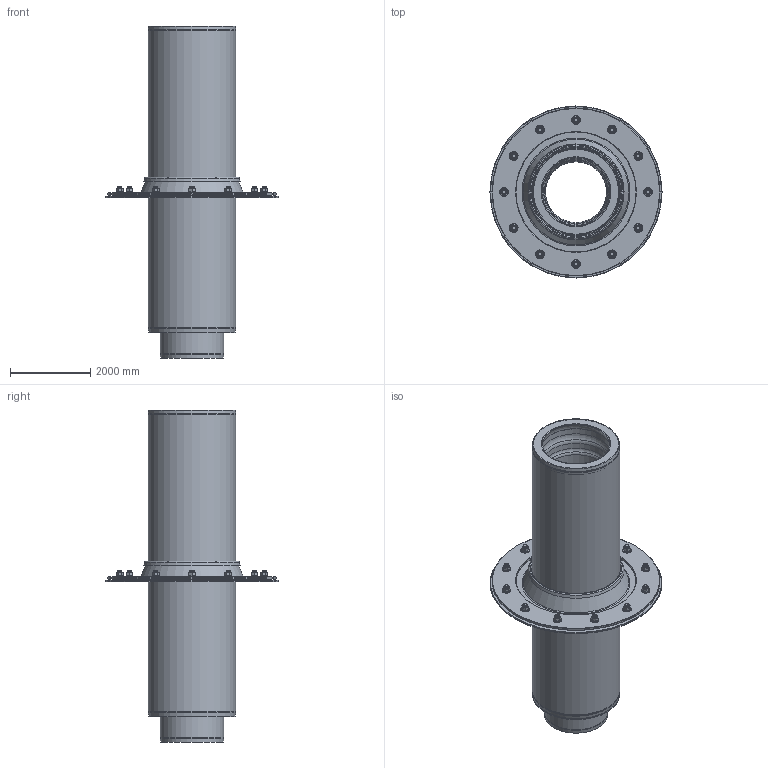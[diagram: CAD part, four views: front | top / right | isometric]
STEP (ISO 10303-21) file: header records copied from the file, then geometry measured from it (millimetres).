
FILE_DESCRIPTION(/* description */ (''),/* implementation_level */ '2;1');
FILE_NAME(/* name */ '21820.150X_3D.stp',/* time_stamp */ '2024-12-12T08:45:39+01:00',/* author */ ('CAD'),/* organization */ (''),/* preprocessor_version */ 'ST-DEVELOPER v20',/* originating_system */ 'AutoCAD Mechanical',/* authorisation */ '');
FILE_SCHEMA (('AUTOMOTIVE_DESIGN { 1 0 10303 214 3 1 1 }'));
Length unit declared in the file: centimetre
Products named in the file (2): Product; *S0
Assembly tree (1 placements, depth 2):
  Product
    *S0
Bounding box: 4300 x 4300 x 8299.99 mm (x, y, z)
Volume: 15337076499.1 mm3; surface area: 338479421.4 mm2
Topology: 32 solids, 32 shells, 664 faces, 1396 edges, 799 vertices
Faces by surface type: cone 439, plane 139, cylinder 46, torus 40
Full cylindrical faces by diameter (mm): 83.76 x12, 140 x12, 1540 x1, 1590 x3, 1640 x1, 1690 x2, 1760 x1, 1810 x3, 2038 x1, 2150 x4, 2190 x3, 3000 x1, 4200 x1, 4300 x1
Entity records: 18327 total; most frequent: CARTESIAN_POINT 3978, DIRECTION 3185, ORIENTED_EDGE 2792, EDGE_CURVE 1396, AXIS2_PLACEMENT_3D 1350, VERTEX_POINT 799, EDGE_LOOP 731, CIRCLE 683
